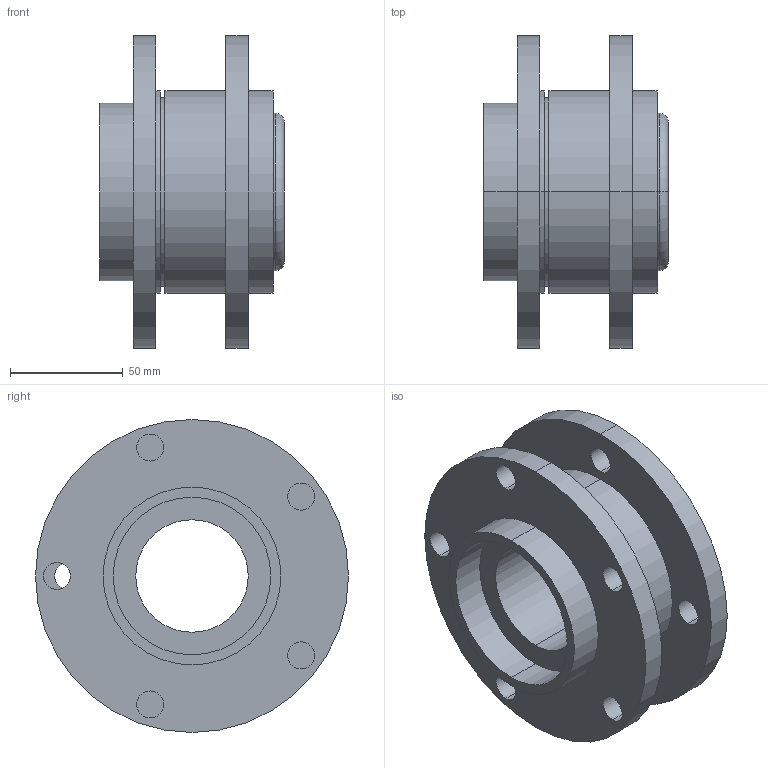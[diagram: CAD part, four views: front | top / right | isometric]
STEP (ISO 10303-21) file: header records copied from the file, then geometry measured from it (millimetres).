
FILE_DESCRIPTION (( 'STEP AP214' ), '1' );
FILE_NAME ('Piasta ³o¿yskowana.STEP', '2024-02-19T18:57:49', ( '' ), ( '' ), 'SwSTEP 2.0', 'SolidWorks 2022', '' );
FILE_SCHEMA (( 'AUTOMOTIVE_DESIGN' ));
Length unit declared in the file: millimetre
Products named in the file (1): Piasta łożyskowana
Bounding box: 82 x 139 x 139 mm (x, y, z)
Volume: 461059.2 mm3; surface area: 85614.6 mm2
Topology: 1 solids, 1 shells, 52 faces, 122 edges, 80 vertices
Faces by surface type: cylinder 38, plane 10, torus 4
Entity records: 1612 total; most frequent: DIRECTION 312, CARTESIAN_POINT 255, ORIENTED_EDGE 244, AXIS2_PLACEMENT_3D 137, EDGE_CURVE 122, CIRCLE 84, VERTEX_POINT 80, EDGE_LOOP 80
